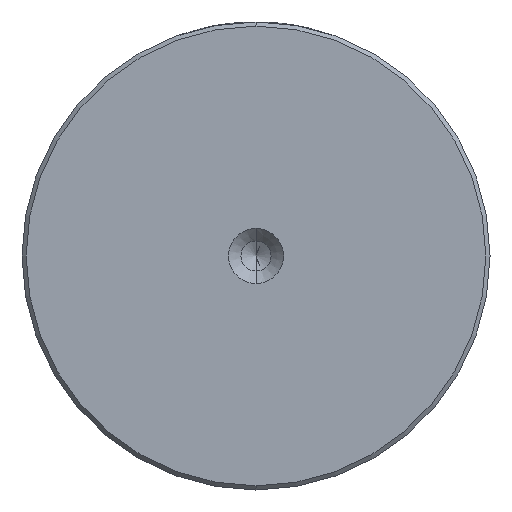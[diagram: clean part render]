
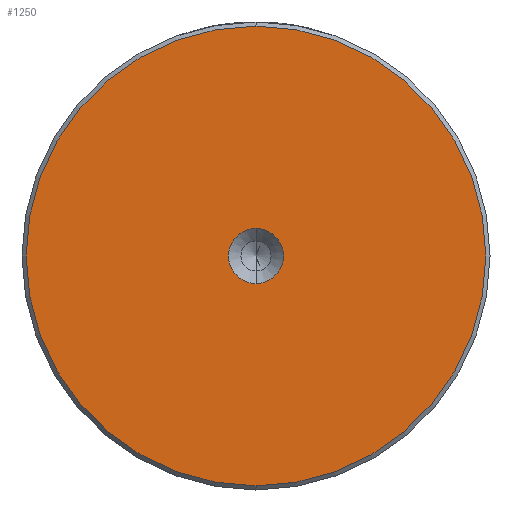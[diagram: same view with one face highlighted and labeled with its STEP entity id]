
A CAD part, left-side view. The second image highlights one B-rep face of the part: STEP entity #1250.
In plain terms, the highlighted planar face has unit normal (-1, 0, 0).
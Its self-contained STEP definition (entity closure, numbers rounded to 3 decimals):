
#5 = DIRECTION ( 'NONE',  ( -1., 0., 0. ) ) ;
#307 = AXIS2_PLACEMENT_3D ( 'NONE', #2486, #1253, #2698 ) ;
#433 = ORIENTED_EDGE ( 'NONE', *, *, #943, .T. ) ;
#581 = EDGE_LOOP ( 'NONE', ( #2253, #1078 ) ) ;
#677 = VERTEX_POINT ( 'NONE', #876 ) ;
#764 = CIRCLE ( 'NONE', #2114, 27.5 ) ;
#782 = DIRECTION ( 'NONE',  ( 0., 0., 1. ) ) ;
#876 = CARTESIAN_POINT ( 'NONE',  ( 0., 0., -27.5 ) ) ;
#880 = DIRECTION ( 'NONE',  ( -1., 0., 0. ) ) ;
#898 = CIRCLE ( 'NONE', #1847, 3.3 ) ;
#912 = DIRECTION ( 'NONE',  ( -1., 0., 0. ) ) ;
#943 = EDGE_CURVE ( 'NONE', #677, #2270, #1070, .T. ) ;
#989 = CARTESIAN_POINT ( 'NONE',  ( 0., 0., 0. ) ) ;
#1070 = CIRCLE ( 'NONE', #307, 27.5 ) ;
#1078 = ORIENTED_EDGE ( 'NONE', *, *, #1310, .F. ) ;
#1250 = ADVANCED_FACE ( 'NONE', ( #1964, #2094 ), #2651, .T. ) ;
#1253 = DIRECTION ( 'NONE',  ( -1., 0., 0. ) ) ;
#1295 = CARTESIAN_POINT ( 'NONE',  ( 0., 0., 0. ) ) ;
#1310 = EDGE_CURVE ( 'NONE', #1526, #1664, #898, .T. ) ;
#1364 = EDGE_CURVE ( 'NONE', #2270, #677, #764, .T. ) ;
#1447 = CARTESIAN_POINT ( 'NONE',  ( 0., 0., 3.3 ) ) ;
#1508 = DIRECTION ( 'NONE',  ( 0., 0., 1. ) ) ;
#1526 = VERTEX_POINT ( 'NONE', #2420 ) ;
#1664 = VERTEX_POINT ( 'NONE', #1447 ) ;
#1701 = AXIS2_PLACEMENT_3D ( 'NONE', #989, #2049, #782 ) ;
#1847 = AXIS2_PLACEMENT_3D ( 'NONE', #1295, #5, #1508 ) ;
#1964 = FACE_OUTER_BOUND ( 'NONE', #2682, .T. ) ;
#2049 = DIRECTION ( 'NONE',  ( -1., 0., 0. ) ) ;
#2094 = FACE_BOUND ( 'NONE', #581, .T. ) ;
#2114 = AXIS2_PLACEMENT_3D ( 'NONE', #2150, #880, #2357 ) ;
#2150 = CARTESIAN_POINT ( 'NONE',  ( 0., 0., 0. ) ) ;
#2175 = CARTESIAN_POINT ( 'NONE',  ( 0., 0., 0. ) ) ;
#2232 = CIRCLE ( 'NONE', #2312, 3.3 ) ;
#2253 = ORIENTED_EDGE ( 'NONE', *, *, #2615, .F. ) ;
#2270 = VERTEX_POINT ( 'NONE', #2689 ) ;
#2312 = AXIS2_PLACEMENT_3D ( 'NONE', #2175, #912, #2376 ) ;
#2357 = DIRECTION ( 'NONE',  ( 0., 0., 1. ) ) ;
#2376 = DIRECTION ( 'NONE',  ( 0., 0., 1. ) ) ;
#2420 = CARTESIAN_POINT ( 'NONE',  ( 0., 0., -3.3 ) ) ;
#2475 = ORIENTED_EDGE ( 'NONE', *, *, #1364, .T. ) ;
#2486 = CARTESIAN_POINT ( 'NONE',  ( 0., 0., 0. ) ) ;
#2615 = EDGE_CURVE ( 'NONE', #1664, #1526, #2232, .T. ) ;
#2651 = PLANE ( 'NONE',  #1701 ) ;
#2682 = EDGE_LOOP ( 'NONE', ( #433, #2475 ) ) ;
#2689 = CARTESIAN_POINT ( 'NONE',  ( 0., 0., 27.5 ) ) ;
#2698 = DIRECTION ( 'NONE',  ( 0., 0., 1. ) ) ;
